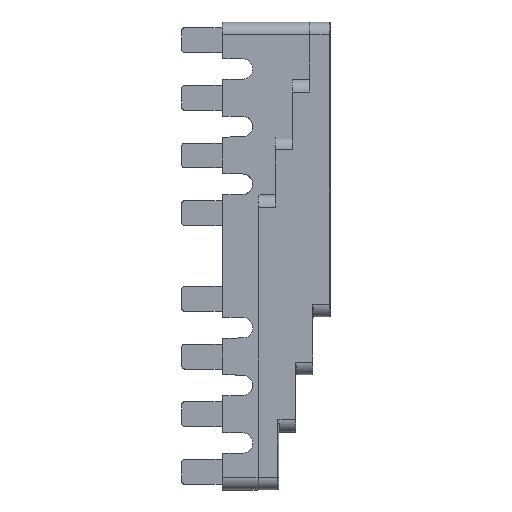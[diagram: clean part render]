
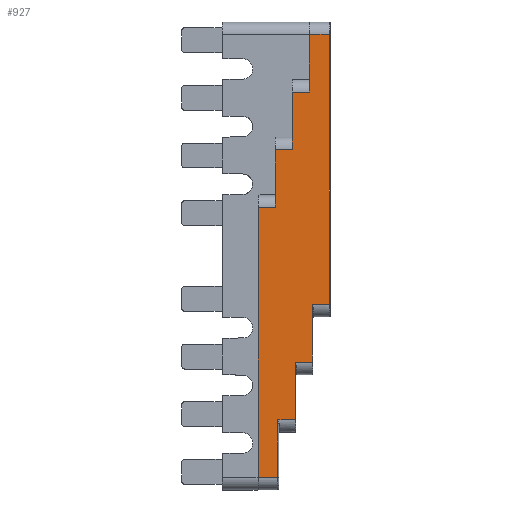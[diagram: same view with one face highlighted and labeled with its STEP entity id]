
A CAD part, top view. The second image highlights one B-rep face of the part: STEP entity #927.
In plain terms, the highlighted planar face has unit normal (0, 0, 1).
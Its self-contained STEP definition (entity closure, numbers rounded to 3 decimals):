
#586=PLANE('',#8240);
#927=ADVANCED_FACE('',(#1439),#586,.T.);
#1439=FACE_OUTER_BOUND('',#1853,.T.);
#1853=EDGE_LOOP('',(#4775,#4776,#4777,#4778,#4779,#4780,#4781,#4782,#4783,
#4784,#4785,#4786,#4787,#4788,#4789,#4790,#4791,#4792,#4793));
#2034=LINE('',#10873,#2733);
#2288=LINE('',#12662,#3005);
#2290=LINE('',#12682,#3007);
#2499=LINE('',#13368,#3216);
#2508=LINE('',#13389,#3225);
#2509=LINE('',#13393,#3226);
#2515=LINE('',#13407,#3232);
#2516=LINE('',#13409,#3233);
#2517=LINE('',#13413,#3234);
#2523=LINE('',#13427,#3240);
#2524=LINE('',#13429,#3241);
#2531=LINE('',#13451,#3248);
#2535=LINE('',#13461,#3252);
#2536=LINE('',#13462,#3253);
#2537=LINE('',#13464,#3254);
#2538=LINE('',#13466,#3255);
#2539=LINE('',#13467,#3256);
#2540=LINE('',#13469,#3257);
#2541=LINE('',#13471,#3258);
#2733=VECTOR('',#8646,1.);
#3005=VECTOR('',#9234,1.);
#3007=VECTOR('',#9240,1.);
#3216=VECTOR('',#9877,1.);
#3225=VECTOR('',#9896,1.);
#3226=VECTOR('',#9901,1.);
#3232=VECTOR('',#9913,1.);
#3233=VECTOR('',#9914,1.);
#3234=VECTOR('',#9919,1.);
#3240=VECTOR('',#9931,1.);
#3241=VECTOR('',#9932,1.);
#3248=VECTOR('',#9953,1.);
#3252=VECTOR('',#9963,1.);
#3253=VECTOR('',#9964,1.);
#3254=VECTOR('',#9965,1.);
#3255=VECTOR('',#9966,1.);
#3256=VECTOR('',#9967,1.);
#3257=VECTOR('',#9968,1.);
#3258=VECTOR('',#9969,1.);
#4775=ORIENTED_EDGE('',*,*,#7204,.T.);
#4776=ORIENTED_EDGE('',*,*,#7193,.T.);
#4777=ORIENTED_EDGE('',*,*,#6868,.T.);
#4778=ORIENTED_EDGE('',*,*,#7240,.T.);
#4779=ORIENTED_EDGE('',*,*,#6864,.T.);
#4780=ORIENTED_EDGE('',*,*,#6453,.T.);
#4781=ORIENTED_EDGE('',*,*,#7241,.T.);
#4782=ORIENTED_EDGE('',*,*,#7242,.T.);
#4783=ORIENTED_EDGE('',*,*,#7243,.T.);
#4784=ORIENTED_EDGE('',*,*,#7235,.F.);
#4785=ORIENTED_EDGE('',*,*,#7244,.T.);
#4786=ORIENTED_EDGE('',*,*,#7245,.T.);
#4787=ORIENTED_EDGE('',*,*,#7246,.T.);
#4788=ORIENTED_EDGE('',*,*,#7224,.T.);
#4789=ORIENTED_EDGE('',*,*,#7223,.T.);
#4790=ORIENTED_EDGE('',*,*,#7216,.T.);
#4791=ORIENTED_EDGE('',*,*,#7214,.T.);
#4792=ORIENTED_EDGE('',*,*,#7213,.T.);
#4793=ORIENTED_EDGE('',*,*,#7206,.T.);
#5658=VERTEX_POINT('',#10874);
#5659=VERTEX_POINT('',#10875);
#5960=VERTEX_POINT('',#12663);
#5962=VERTEX_POINT('',#12681);
#5963=VERTEX_POINT('',#12683);
#6176=VERTEX_POINT('',#13369);
#6183=VERTEX_POINT('',#13390);
#6184=VERTEX_POINT('',#13394);
#6189=VERTEX_POINT('',#13408);
#6190=VERTEX_POINT('',#13410);
#6191=VERTEX_POINT('',#13414);
#6196=VERTEX_POINT('',#13428);
#6197=VERTEX_POINT('',#13430);
#6204=VERTEX_POINT('',#13450);
#6205=VERTEX_POINT('',#13452);
#6208=VERTEX_POINT('',#13463);
#6209=VERTEX_POINT('',#13465);
#6210=VERTEX_POINT('',#13468);
#6211=VERTEX_POINT('',#13470);
#6453=EDGE_CURVE('',#5658,#5659,#2034,.T.);
#6864=EDGE_CURVE('',#5960,#5658,#2288,.T.);
#6868=EDGE_CURVE('',#5963,#5962,#2290,.T.);
#7193=EDGE_CURVE('',#6176,#5963,#2499,.T.);
#7204=EDGE_CURVE('',#6183,#6176,#2508,.T.);
#7206=EDGE_CURVE('',#6184,#6183,#2509,.T.);
#7213=EDGE_CURVE('',#6189,#6184,#2515,.T.);
#7214=EDGE_CURVE('',#6190,#6189,#2516,.T.);
#7216=EDGE_CURVE('',#6191,#6190,#2517,.T.);
#7223=EDGE_CURVE('',#6196,#6191,#2523,.T.);
#7224=EDGE_CURVE('',#6197,#6196,#2524,.T.);
#7235=EDGE_CURVE('',#6204,#6205,#2531,.T.);
#7240=EDGE_CURVE('',#5962,#5960,#2535,.T.);
#7241=EDGE_CURVE('',#5659,#6208,#2536,.T.);
#7242=EDGE_CURVE('',#6208,#6209,#2537,.T.);
#7243=EDGE_CURVE('',#6209,#6205,#2538,.T.);
#7244=EDGE_CURVE('',#6204,#6210,#2539,.T.);
#7245=EDGE_CURVE('',#6210,#6211,#2540,.T.);
#7246=EDGE_CURVE('',#6211,#6197,#2541,.T.);
#8240=AXIS2_PLACEMENT_3D('',#13472,#9970,#9971);
#8646=DIRECTION('',(1.,0.,0.));
#9234=DIRECTION('',(0.,1.,0.));
#9240=DIRECTION('',(0.,1.,0.));
#9877=DIRECTION('',(1.,0.,0.));
#9896=DIRECTION('',(0.,-1.,0.));
#9901=DIRECTION('',(-1.,-0.009,0.));
#9913=DIRECTION('',(0.,-1.,0.));
#9914=DIRECTION('',(0.,-1.,0.));
#9919=DIRECTION('',(-1.,-0.009,0.));
#9931=DIRECTION('',(0.,-1.,0.));
#9932=DIRECTION('',(0.,-1.,0.));
#9953=DIRECTION('',(1.,0.,0.));
#9963=DIRECTION('',(1.,0.,0.));
#9964=DIRECTION('',(0.,1.,0.));
#9965=DIRECTION('',(1.,0.,0.));
#9966=DIRECTION('',(0.,1.,0.));
#9967=DIRECTION('',(0.,-1.,0.));
#9968=DIRECTION('',(0.,-1.,0.));
#9969=DIRECTION('',(-1.,-0.009,0.));
#9970=DIRECTION('',(0.,0.,1.));
#9971=DIRECTION('',(-1.,0.,0.));
#10873=CARTESIAN_POINT('',(27.479,-60.8,14.8));
#10874=CARTESIAN_POINT('',(35.3,-60.8,14.8));
#10875=CARTESIAN_POINT('',(40.8,-60.8,14.8));
#12662=CARTESIAN_POINT('',(35.3,-63.,14.8));
#12663=CARTESIAN_POINT('',(35.3,-79.3,14.8));
#12681=CARTESIAN_POINT('',(29.8,-79.3,14.8));
#12682=CARTESIAN_POINT('',(29.8,-63.,14.8));
#12683=CARTESIAN_POINT('',(29.8,-97.801,14.8));
#13368=CARTESIAN_POINT('',(27.479,-97.801,14.8));
#13369=CARTESIAN_POINT('',(23.4,-97.801,14.8));
#13389=CARTESIAN_POINT('',(23.4,-63.,14.8));
#13390=CARTESIAN_POINT('',(23.4,-11.201,14.8));
#13393=CARTESIAN_POINT('',(27.026,-11.169,14.8));
#13394=CARTESIAN_POINT('',(28.9,-11.153,14.8));
#13407=CARTESIAN_POINT('',(28.9,-16.7,14.8));
#13408=CARTESIAN_POINT('',(28.9,-9.366,14.8));
#13409=CARTESIAN_POINT('',(28.9,-16.7,14.8));
#13410=CARTESIAN_POINT('',(28.9,7.306,14.8));
#13413=CARTESIAN_POINT('',(26.865,7.288,14.8));
#13414=CARTESIAN_POINT('',(34.4,7.354,14.8));
#13427=CARTESIAN_POINT('',(34.4,7.3,14.8));
#13428=CARTESIAN_POINT('',(34.4,9.141,14.8));
#13429=CARTESIAN_POINT('',(34.4,7.3,14.8));
#13430=CARTESIAN_POINT('',(34.4,25.788,14.8));
#13450=CARTESIAN_POINT('',(39.9,44.3,14.8));
#13451=CARTESIAN_POINT('',(37.8,44.3,14.8));
#13452=CARTESIAN_POINT('',(46.3,44.3,14.8));
#13461=CARTESIAN_POINT('',(27.479,-79.3,14.8));
#13462=CARTESIAN_POINT('',(40.8,-42.3,14.8));
#13463=CARTESIAN_POINT('',(40.8,-42.3,14.8));
#13464=CARTESIAN_POINT('',(37.8,-42.3,14.8));
#13465=CARTESIAN_POINT('',(46.3,-42.3,14.8));
#13466=CARTESIAN_POINT('',(46.3,-63.,14.8));
#13467=CARTESIAN_POINT('',(39.9,34.3,14.8));
#13468=CARTESIAN_POINT('',(39.9,27.623,14.8));
#13469=CARTESIAN_POINT('',(39.9,34.3,14.8));
#13470=CARTESIAN_POINT('',(39.9,25.836,14.8));
#13471=CARTESIAN_POINT('',(26.704,25.72,14.8));
#13472=CARTESIAN_POINT('',(27.479,-63.,14.8));
